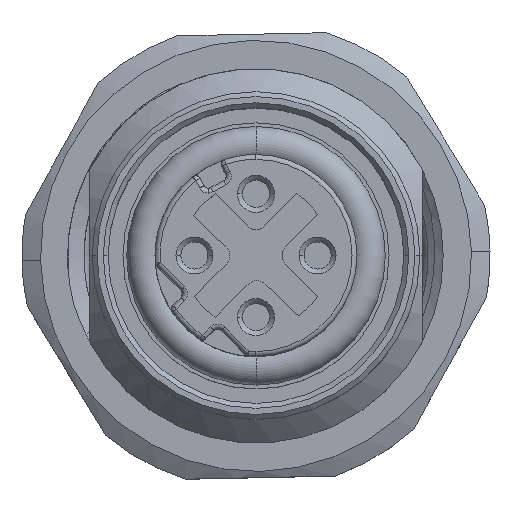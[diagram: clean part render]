
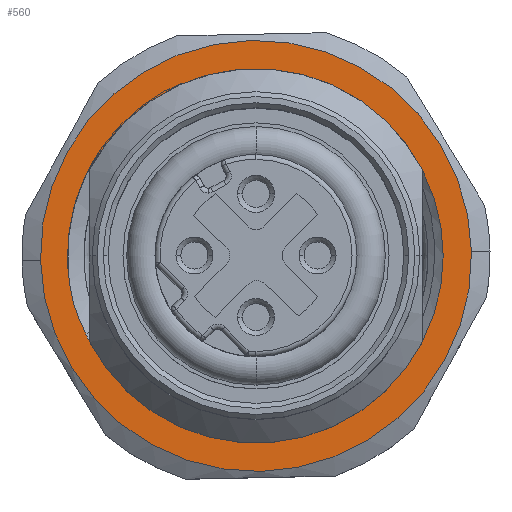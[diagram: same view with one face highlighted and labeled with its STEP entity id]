
A CAD part, top view. The second image highlights one B-rep face of the part: STEP entity #560.
In plain terms, the highlighted planar face has unit normal (0, 0, 1).
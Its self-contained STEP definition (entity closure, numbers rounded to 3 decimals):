
#215=FACE_BOUND('',#1286,.T.);
#216=FACE_BOUND('',#1287,.T.);
#270=PLANE('',#5409);
#379=B_SPLINE_CURVE_WITH_KNOTS('',3,(#8274,#8275,#8276,#8277),.UNSPECIFIED.,
 .F.,.F.,(4,4),(0.,1.),.UNSPECIFIED.);
#381=B_SPLINE_CURVE_WITH_KNOTS('',3,(#8399,#8400,#8401,#8402),.UNSPECIFIED.,
 .F.,.F.,(4,4),(0.,1.),.UNSPECIFIED.);
#396=B_SPLINE_CURVE_WITH_KNOTS('',3,(#8687,#8688,#8689,#8690),.UNSPECIFIED.,
 .F.,.F.,(4,4),(0.,1.),.UNSPECIFIED.);
#560=ADVANCED_FACE('',(#215,#216),#270,.T.);
#1286=EDGE_LOOP('',(#2576,#2577,#2578,#2579,#2580,#2581,#2582));
#1287=EDGE_LOOP('',(#2583,#2584));
#2576=ORIENTED_EDGE('',*,*,#4322,.F.);
#2577=ORIENTED_EDGE('',*,*,#4134,.T.);
#2578=ORIENTED_EDGE('',*,*,#4326,.T.);
#2579=ORIENTED_EDGE('',*,*,#4207,.T.);
#2580=ORIENTED_EDGE('',*,*,#4307,.T.);
#2581=ORIENTED_EDGE('',*,*,#4318,.F.);
#2582=ORIENTED_EDGE('',*,*,#4377,.F.);
#2583=ORIENTED_EDGE('',*,*,#4337,.F.);
#2584=ORIENTED_EDGE('',*,*,#4378,.F.);
#3647=VERTEX_POINT('',#7580);
#3648=VERTEX_POINT('',#7582);
#3660=VERTEX_POINT('',#7660);
#3683=VERTEX_POINT('',#7796);
#3760=VERTEX_POINT('',#8166);
#3763=VERTEX_POINT('',#8273);
#3765=VERTEX_POINT('',#8403);
#3777=VERTEX_POINT('',#8579);
#3778=VERTEX_POINT('',#8580);
#4134=EDGE_CURVE('',#3648,#3647,#4890,.T.);
#4207=EDGE_CURVE('',#3683,#3660,#4904,.T.);
#4307=EDGE_CURVE('',#3660,#3760,#4945,.T.);
#4318=EDGE_CURVE('',#3763,#3760,#379,.T.);
#4322=EDGE_CURVE('',#3648,#3765,#381,.T.);
#4326=EDGE_CURVE('',#3647,#3683,#4947,.T.);
#4337=EDGE_CURVE('',#3777,#3778,#4953,.T.);
#4377=EDGE_CURVE('',#3765,#3763,#396,.T.);
#4378=EDGE_CURVE('',#3778,#3777,#4967,.T.);
#4890=CIRCLE('',#5253,7.6);
#4904=CIRCLE('',#5278,7.6);
#4945=CIRCLE('',#5363,7.6);
#4947=CIRCLE('',#5369,7.6);
#4953=CIRCLE('',#5377,8.75);
#4967=CIRCLE('',#5408,8.75);
#5253=AXIS2_PLACEMENT_3D('',#7581,#5933,#5934);
#5278=AXIS2_PLACEMENT_3D('',#7869,#6013,#6014);
#5363=AXIS2_PLACEMENT_3D('',#8165,#6213,#6214);
#5369=AXIS2_PLACEMENT_3D('',#8546,#6225,#6226);
#5377=AXIS2_PLACEMENT_3D('',#8578,#6243,#6244);
#5408=AXIS2_PLACEMENT_3D('',#8691,#6321,#6322);
#5409=AXIS2_PLACEMENT_3D('',#8692,#6323,#6324);
#5933=DIRECTION('',(0.,0.,-1.));
#5934=DIRECTION('',(-0.021,1.,0.));
#6013=DIRECTION('',(0.,0.,-1.));
#6014=DIRECTION('',(-0.021,1.,0.));
#6213=DIRECTION('',(0.,0.,-1.));
#6214=DIRECTION('',(-0.021,1.,0.));
#6225=DIRECTION('',(0.,0.,-1.));
#6226=DIRECTION('',(-0.021,1.,0.));
#6243=DIRECTION('',(0.,0.,-1.));
#6244=DIRECTION('',(-1.,-0.021,0.));
#6321=DIRECTION('',(0.,0.,-1.));
#6322=DIRECTION('',(-1.,-0.021,0.));
#6323=DIRECTION('',(0.,0.,1.));
#6324=DIRECTION('',(1.,0.021,0.));
#7580=CARTESIAN_POINT('',(6.75,3.492,9.897));
#7581=CARTESIAN_POINT('',(0.,0.,
9.897));
#7582=CARTESIAN_POINT('',(-6.24,4.339,9.897));
#7660=CARTESIAN_POINT('',(-6.75,-3.492,9.897));
#7796=CARTESIAN_POINT('',(6.75,-3.492,9.897));
#7869=CARTESIAN_POINT('',(0.,0.,
9.897));
#8165=CARTESIAN_POINT('',(0.,0.,
9.897));
#8166=CARTESIAN_POINT('',(-6.907,-3.17,9.897));
#8273=CARTESIAN_POINT('',(-7.417,-1.873,9.897));
#8274=CARTESIAN_POINT('',(-7.417,-1.873,9.897));
#8275=CARTESIAN_POINT('',(-7.288,-2.319,9.897));
#8276=CARTESIAN_POINT('',(-7.116,-2.755,9.897));
#8277=CARTESIAN_POINT('',(-6.907,-3.17,9.897));
#8399=CARTESIAN_POINT('',(-6.24,4.339,9.897));
#8400=CARTESIAN_POINT('',(-6.52,3.964,9.897));
#8401=CARTESIAN_POINT('',(-6.767,3.562,9.897));
#8402=CARTESIAN_POINT('',(-6.975,3.142,9.897));
#8403=CARTESIAN_POINT('',(-6.975,3.142,9.897));
#8546=CARTESIAN_POINT('',(0.,0.,
9.897));
#8578=CARTESIAN_POINT('',(0.,0.,
9.897));
#8579=CARTESIAN_POINT('',(-8.748,-0.184,9.897));
#8580=CARTESIAN_POINT('',(8.748,0.184,9.897));
#8687=CARTESIAN_POINT('',(-6.975,3.142,9.897));
#8688=CARTESIAN_POINT('',(-7.681,1.575,9.897));
#8689=CARTESIAN_POINT('',(-7.838,-0.207,9.897));
#8690=CARTESIAN_POINT('',(-7.417,-1.873,9.897));
#8691=CARTESIAN_POINT('',(0.,0.,
9.897));
#8692=CARTESIAN_POINT('',(0.,0.,
9.897));
